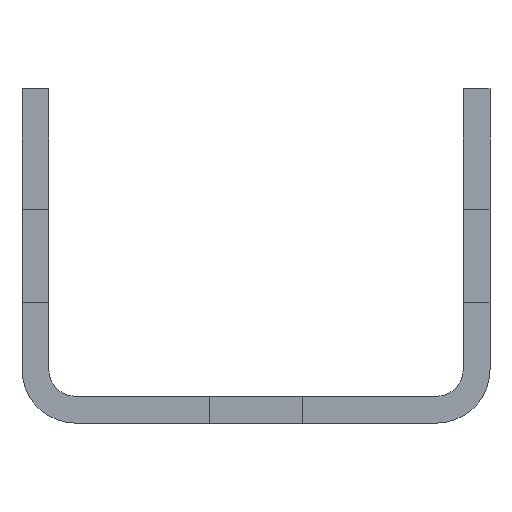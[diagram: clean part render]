
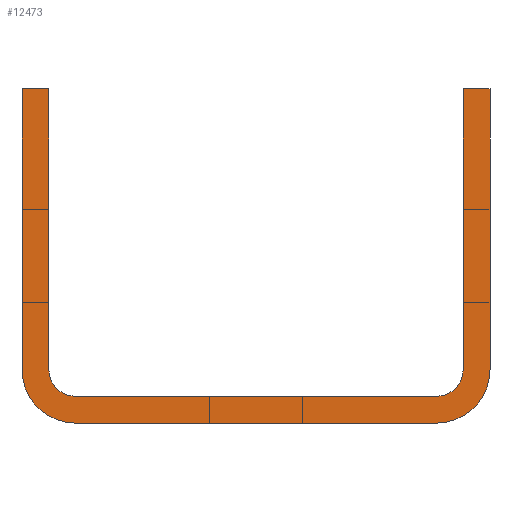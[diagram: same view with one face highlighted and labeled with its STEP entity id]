
A CAD part, front view. The second image highlights one B-rep face of the part: STEP entity #12473.
In plain terms, the highlighted planar face has unit normal (0, -1, 0).
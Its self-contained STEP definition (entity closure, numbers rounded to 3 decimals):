
#2=DIRECTION('',(0.,0.,-1.));
#3=VECTOR('',#2,42.);
#4=CARTESIAN_POINT('',(35.,0.,25.));
#5=LINE('',#4,#3);
#6=CARTESIAN_POINT('',(27.,0.,-17.));
#7=DIRECTION('',(0.,1.,0.));
#8=DIRECTION('',(1.,0.,0.));
#9=AXIS2_PLACEMENT_3D('',#6,#7,#8);
#11=DIRECTION('',(-1.,0.,0.));
#12=VECTOR('',#11,54.);
#13=CARTESIAN_POINT('',(27.,0.,-25.));
#14=LINE('',#13,#12);
#15=CARTESIAN_POINT('',(-27.,0.,-17.));
#16=DIRECTION('',(0.,1.,0.));
#17=DIRECTION('',(0.,0.,-1.));
#18=AXIS2_PLACEMENT_3D('',#15,#16,#17);
#20=DIRECTION('',(0.,0.,1.));
#21=VECTOR('',#20,42.);
#22=CARTESIAN_POINT('',(-35.,0.,-17.));
#23=LINE('',#22,#21);
#24=DIRECTION('',(1.,0.,0.));
#25=VECTOR('',#24,4.);
#26=CARTESIAN_POINT('',(-35.,0.,25.));
#27=LINE('',#26,#25);
#28=DIRECTION('',(0.,0.,-1.));
#29=VECTOR('',#28,42.);
#30=CARTESIAN_POINT('',(-31.,0.,25.));
#31=LINE('',#30,#29);
#32=CARTESIAN_POINT('',(-27.,0.,-17.));
#33=DIRECTION('',(0.,-1.,0.));
#34=DIRECTION('',(-1.,0.,0.));
#35=AXIS2_PLACEMENT_3D('',#32,#33,#34);
#37=DIRECTION('',(1.,0.,0.));
#38=VECTOR('',#37,54.);
#39=CARTESIAN_POINT('',(-27.,0.,-21.));
#40=LINE('',#39,#38);
#41=CARTESIAN_POINT('',(27.,0.,-17.));
#42=DIRECTION('',(0.,-1.,0.));
#43=DIRECTION('',(0.,0.,-1.));
#44=AXIS2_PLACEMENT_3D('',#41,#42,#43);
#46=DIRECTION('',(0.,0.,1.));
#47=VECTOR('',#46,42.);
#48=CARTESIAN_POINT('',(31.,0.,-17.));
#49=LINE('',#48,#47);
#50=DIRECTION('',(1.,0.,0.));
#51=VECTOR('',#50,4.);
#52=CARTESIAN_POINT('',(31.,0.,25.));
#53=LINE('',#52,#51);
#9514=CARTESIAN_POINT('',(35.,0.,25.));
#9515=CARTESIAN_POINT('',(35.,0.,-17.));
#9516=VERTEX_POINT('',#9514);
#9517=VERTEX_POINT('',#9515);
#9518=CARTESIAN_POINT('',(27.,0.,-25.));
#9519=VERTEX_POINT('',#9518);
#9520=CARTESIAN_POINT('',(-27.,0.,-25.));
#9521=VERTEX_POINT('',#9520);
#9522=CARTESIAN_POINT('',(-35.,0.,-17.));
#9523=VERTEX_POINT('',#9522);
#9524=CARTESIAN_POINT('',(-35.,0.,25.));
#9525=VERTEX_POINT('',#9524);
#9526=CARTESIAN_POINT('',(-31.,0.,25.));
#9527=VERTEX_POINT('',#9526);
#9528=CARTESIAN_POINT('',(-31.,0.,-17.));
#9529=VERTEX_POINT('',#9528);
#9530=CARTESIAN_POINT('',(-27.,0.,-21.));
#9531=VERTEX_POINT('',#9530);
#9532=CARTESIAN_POINT('',(27.,0.,-21.));
#9533=VERTEX_POINT('',#9532);
#9534=CARTESIAN_POINT('',(31.,0.,-17.));
#9535=VERTEX_POINT('',#9534);
#9536=CARTESIAN_POINT('',(31.,0.,25.));
#9537=VERTEX_POINT('',#9536);
#12442=CARTESIAN_POINT('',(0.,0.,0.));
#12443=DIRECTION('',(0.,1.,0.));
#12444=DIRECTION('',(1.,0.,0.));
#12445=AXIS2_PLACEMENT_3D('',#12442,#12443,#12444);
#12446=PLANE('',#12445);
#12448=ORIENTED_EDGE('',*,*,#12447,.T.);
#12450=ORIENTED_EDGE('',*,*,#12449,.T.);
#12452=ORIENTED_EDGE('',*,*,#12451,.T.);
#12454=ORIENTED_EDGE('',*,*,#12453,.T.);
#12456=ORIENTED_EDGE('',*,*,#12455,.T.);
#12458=ORIENTED_EDGE('',*,*,#12457,.T.);
#12460=ORIENTED_EDGE('',*,*,#12459,.T.);
#12462=ORIENTED_EDGE('',*,*,#12461,.T.);
#12464=ORIENTED_EDGE('',*,*,#12463,.T.);
#12466=ORIENTED_EDGE('',*,*,#12465,.T.);
#12468=ORIENTED_EDGE('',*,*,#12467,.T.);
#12470=ORIENTED_EDGE('',*,*,#12469,.T.);
#12471=EDGE_LOOP('',(#12448,#12450,#12452,#12454,#12456,#12458,#12460,#12462,
#12464,#12466,#12468,#12470));
#12472=FACE_OUTER_BOUND('',#12471,.F.);
#12473=ADVANCED_FACE('',(#12472),#12446,.F.);
#10=CIRCLE('',#9,8.);
#19=CIRCLE('',#18,8.);
#36=CIRCLE('',#35,4.);
#45=CIRCLE('',#44,4.);
#12447=EDGE_CURVE('',#9516,#9517,#5,.T.);
#12449=EDGE_CURVE('',#9517,#9519,#10,.T.);
#12451=EDGE_CURVE('',#9519,#9521,#14,.T.);
#12453=EDGE_CURVE('',#9521,#9523,#19,.T.);
#12455=EDGE_CURVE('',#9523,#9525,#23,.T.);
#12457=EDGE_CURVE('',#9525,#9527,#27,.T.);
#12459=EDGE_CURVE('',#9527,#9529,#31,.T.);
#12461=EDGE_CURVE('',#9529,#9531,#36,.T.);
#12463=EDGE_CURVE('',#9531,#9533,#40,.T.);
#12465=EDGE_CURVE('',#9533,#9535,#45,.T.);
#12467=EDGE_CURVE('',#9535,#9537,#49,.T.);
#12469=EDGE_CURVE('',#9537,#9516,#53,.T.);
